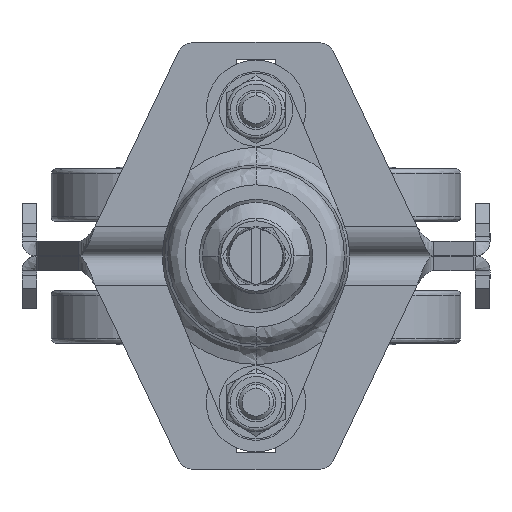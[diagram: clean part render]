
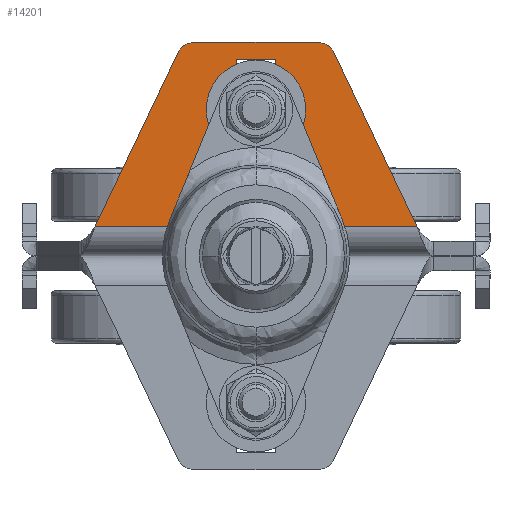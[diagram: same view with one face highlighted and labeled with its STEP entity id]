
A CAD part, front view. The second image highlights one B-rep face of the part: STEP entity #14201.
In plain terms, the highlighted planar face has unit normal (0, 1, 0).
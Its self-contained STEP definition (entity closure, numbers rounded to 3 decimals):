
#219 = ORIENTED_EDGE ( 'NONE', *, *, #7210, .F. ) ;
#383 = EDGE_CURVE ( 'NONE', #15714, #14579, #2836, .T. ) ;
#653 = VERTEX_POINT ( 'NONE', #16942 ) ;
#1320 = LINE ( 'NONE', #17548, #9519 ) ;
#1430 = CARTESIAN_POINT ( 'NONE',  ( 3.4, 0., 33.6 ) ) ;
#1433 = EDGE_CURVE ( 'NONE', #16512, #2242, #6824, .T. ) ;
#1798 = LINE ( 'NONE', #12836, #9853 ) ;
#1833 = DIRECTION ( 'NONE',  ( 0., 0., -1. ) ) ;
#2097 = DIRECTION ( 'NONE',  ( 0., 1., 0. ) ) ;
#2242 = VERTEX_POINT ( 'NONE', #11763 ) ;
#2604 = DIRECTION ( 'NONE',  ( -0.43, 0., -0.903 ) ) ;
#2812 = ORIENTED_EDGE ( 'NONE', *, *, #383, .T. ) ;
#2836 = CIRCLE ( 'NONE', #8672, 3. ) ;
#3548 = DIRECTION ( 'NONE',  ( -0.43, 0., 0.903 ) ) ;
#4481 = VERTEX_POINT ( 'NONE', #11601 ) ;
#4507 = CARTESIAN_POINT ( 'NONE',  ( 3.4, 0., 21. ) ) ;
#5125 = ORIENTED_EDGE ( 'NONE', *, *, #10303, .T. ) ;
#5307 = CARTESIAN_POINT ( 'NONE',  ( 61.062, 0., 5. ) ) ;
#5375 = CARTESIAN_POINT ( 'NONE',  ( 39.893, 0., 21. ) ) ;
#5633 = VERTEX_POINT ( 'NONE', #4507 ) ;
#5664 = LINE ( 'NONE', #5307, #11009 ) ;
#5787 = CARTESIAN_POINT ( 'NONE',  ( -10.607, 0., 36.5 ) ) ;
#6408 = ORIENTED_EDGE ( 'NONE', *, *, #12026, .T. ) ;
#6409 = AXIS2_PLACEMENT_3D ( 'NONE', #13905, #12542, #11172 ) ;
#6462 = EDGE_CURVE ( 'NONE', #9644, #4481, #1320, .T. ) ;
#6607 = VECTOR ( 'NONE', #16634, 1000. ) ;
#6713 = VECTOR ( 'NONE', #16841, 1000. ) ;
#6824 = LINE ( 'NONE', #15085, #6607 ) ;
#6931 = LINE ( 'NONE', #17918, #6713 ) ;
#7210 = EDGE_CURVE ( 'NONE', #653, #14579, #8855, .T. ) ;
#7367 = LINE ( 'NONE', #15885, #15333 ) ;
#7607 = EDGE_CURVE ( 'NONE', #15714, #7843, #7367, .T. ) ;
#7780 = DIRECTION ( 'NONE',  ( 0., 0., -1. ) ) ;
#7843 = VERTEX_POINT ( 'NONE', #5787 ) ;
#7873 = EDGE_LOOP ( 'NONE', ( #14723, #5125, #17190, #12331 ) ) ;
#8157 = EDGE_CURVE ( 'NONE', #653, #4481, #5664, .T. ) ;
#8244 = CARTESIAN_POINT ( 'NONE',  ( 10.607, 0., 36.5 ) ) ;
#8434 = ORIENTED_EDGE ( 'NONE', *, *, #7607, .F. ) ;
#8460 = AXIS2_PLACEMENT_3D ( 'NONE', #10403, #17495, #7780 ) ;
#8672 = AXIS2_PLACEMENT_3D ( 'NONE', #15952, #2097, #1833 ) ;
#8678 = VECTOR ( 'NONE', #3548, 1000. ) ;
#8855 = LINE ( 'NONE', #14387, #8678 ) ;
#9257 = EDGE_CURVE ( 'NONE', #5633, #2242, #11203, .T. ) ;
#9519 = VECTOR ( 'NONE', #2604, 1000. ) ;
#9644 = VERTEX_POINT ( 'NONE', #14876 ) ;
#9728 = PLANE ( 'NONE',  #6409 ) ;
#9834 = DIRECTION ( 'NONE',  ( 0., 0., 1. ) ) ;
#9853 = VECTOR ( 'NONE', #9834, 1000. ) ;
#9885 = ORIENTED_EDGE ( 'NONE', *, *, #8157, .T. ) ;
#10303 = EDGE_CURVE ( 'NONE', #5633, #11861, #1798, .T. ) ;
#10403 = CARTESIAN_POINT ( 'NONE',  ( -10.607, 0., 33.5 ) ) ;
#10737 = VECTOR ( 'NONE', #15383, 1000. ) ;
#10907 = CARTESIAN_POINT ( 'NONE',  ( -3.4, 0., 33.6 ) ) ;
#11009 = VECTOR ( 'NONE', #11220, 1000. ) ;
#11172 = DIRECTION ( 'NONE',  ( 0., 0., -1. ) ) ;
#11203 = LINE ( 'NONE', #5375, #10737 ) ;
#11220 = DIRECTION ( 'NONE',  ( -1., 0., 0. ) ) ;
#11601 = CARTESIAN_POINT ( 'NONE',  ( -27.514, 0., 5. ) ) ;
#11763 = CARTESIAN_POINT ( 'NONE',  ( -3.4, 0., 21. ) ) ;
#11861 = VERTEX_POINT ( 'NONE', #1430 ) ;
#12026 = EDGE_CURVE ( 'NONE', #9644, #7843, #16293, .T. ) ;
#12331 = ORIENTED_EDGE ( 'NONE', *, *, #1433, .T. ) ;
#12542 = DIRECTION ( 'NONE',  ( 0., -1., 0. ) ) ;
#12836 = CARTESIAN_POINT ( 'NONE',  ( 3.4, 0., 21. ) ) ;
#12873 = ORIENTED_EDGE ( 'NONE', *, *, #6462, .F. ) ;
#13837 = EDGE_LOOP ( 'NONE', ( #6408, #8434, #2812, #219, #9885, #12873 ) ) ;
#13905 = CARTESIAN_POINT ( 'NONE',  ( 39.893, 0., -14. ) ) ;
#14201 = ADVANCED_FACE ( 'NONE', ( #16539, #16626 ), #9728, .F. ) ;
#14387 = CARTESIAN_POINT ( 'NONE',  ( 13.315, 0., 34.791 ) ) ;
#14456 = EDGE_CURVE ( 'NONE', #16512, #11861, #6931, .T. ) ;
#14579 = VERTEX_POINT ( 'NONE', #15106 ) ;
#14723 = ORIENTED_EDGE ( 'NONE', *, *, #9257, .F. ) ;
#14876 = CARTESIAN_POINT ( 'NONE',  ( -13.315, 0., 34.791 ) ) ;
#15085 = CARTESIAN_POINT ( 'NONE',  ( -3.4, 0., 21. ) ) ;
#15106 = CARTESIAN_POINT ( 'NONE',  ( 13.315, 0., 34.791 ) ) ;
#15333 = VECTOR ( 'NONE', #15713, 1000. ) ;
#15383 = DIRECTION ( 'NONE',  ( -1., 0., 0. ) ) ;
#15713 = DIRECTION ( 'NONE',  ( -1., 0., 0. ) ) ;
#15714 = VERTEX_POINT ( 'NONE', #8244 ) ;
#15885 = CARTESIAN_POINT ( 'NONE',  ( -10.607, 0., 36.5 ) ) ;
#15952 = CARTESIAN_POINT ( 'NONE',  ( 10.607, 0., 33.5 ) ) ;
#16293 = CIRCLE ( 'NONE', #8460, 3. ) ;
#16512 = VERTEX_POINT ( 'NONE', #10907 ) ;
#16539 = FACE_BOUND ( 'NONE', #7873, .T. ) ;
#16626 = FACE_OUTER_BOUND ( 'NONE', #13837, .T. ) ;
#16634 = DIRECTION ( 'NONE',  ( 0., 0., -1. ) ) ;
#16841 = DIRECTION ( 'NONE',  ( 1., 0., 0. ) ) ;
#16942 = CARTESIAN_POINT ( 'NONE',  ( 27.514, 0., 5. ) ) ;
#17190 = ORIENTED_EDGE ( 'NONE', *, *, #14456, .F. ) ;
#17495 = DIRECTION ( 'NONE',  ( 0., 1., 0. ) ) ;
#17548 = CARTESIAN_POINT ( 'NONE',  ( -13.315, 0., 34.791 ) ) ;
#17918 = CARTESIAN_POINT ( 'NONE',  ( 39.893, 0., 33.6 ) ) ;
